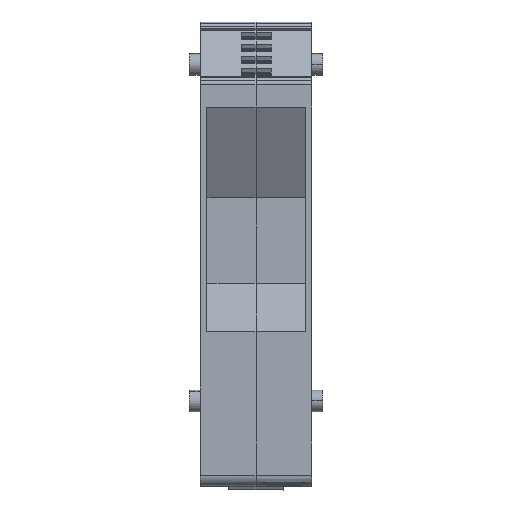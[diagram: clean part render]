
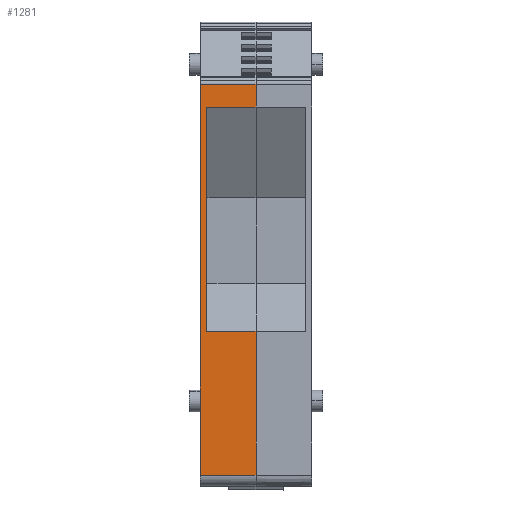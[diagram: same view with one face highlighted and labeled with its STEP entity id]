
A CAD part, front view. The second image highlights one B-rep face of the part: STEP entity #1281.
In plain terms, the highlighted planar face has unit normal (0, -1, 0).
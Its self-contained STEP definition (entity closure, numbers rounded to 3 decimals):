
#1229=AXIS2_PLACEMENT_3D('Plane Axis2P3D',#1226,#1227,#1228) ;
#589=CARTESIAN_POINT('Vertex',(2.,0.,2.711)) ;
#592=CARTESIAN_POINT('Line Origine',(2.,0.,38.504)) ;
#596=CARTESIAN_POINT('Vertex',(2.,0.,74.297)) ;
#1206=CARTESIAN_POINT('Line Origine',(11.59,0.,2.711)) ;
#1210=CARTESIAN_POINT('Vertex',(12.2,0.,2.711)) ;
#1226=CARTESIAN_POINT('Axis2P3D Location',(2.,0.,74.297)) ;
#1231=CARTESIAN_POINT('Line Origine',(7.1,0.,74.297)) ;
#1235=CARTESIAN_POINT('Vertex',(12.2,0.,74.297)) ;
#1238=CARTESIAN_POINT('Line Origine',(12.2,0.,15.886)) ;
#1242=CARTESIAN_POINT('Vertex',(12.2,0.,29.061)) ;
#1245=CARTESIAN_POINT('Line Origine',(7.7,0.,29.061)) ;
#1249=CARTESIAN_POINT('Vertex',(3.2,0.,29.061)) ;
#1252=CARTESIAN_POINT('Line Origine',(3.2,0.,49.6)) ;
#1256=CARTESIAN_POINT('Vertex',(3.2,0.,70.139)) ;
#1259=CARTESIAN_POINT('Line Origine',(7.7,0.,70.139)) ;
#1263=CARTESIAN_POINT('Vertex',(12.2,0.,70.139)) ;
#1266=CARTESIAN_POINT('Line Origine',(12.2,0.,72.218)) ;
#593=DIRECTION('Vector Direction',(0.,0.,-1.)) ;
#1207=DIRECTION('Vector Direction',(1.,0.,0.)) ;
#1227=DIRECTION('Axis2P3D Direction',(0.,-1.,0.)) ;
#1228=DIRECTION('Axis2P3D XDirection',(0.,0.,-1.)) ;
#1232=DIRECTION('Vector Direction',(1.,0.,0.)) ;
#1239=DIRECTION('Vector Direction',(0.,0.,-1.)) ;
#1246=DIRECTION('Vector Direction',(-1.,0.,0.)) ;
#1253=DIRECTION('Vector Direction',(0.,0.,1.)) ;
#1260=DIRECTION('Vector Direction',(-1.,0.,0.)) ;
#1267=DIRECTION('Vector Direction',(0.,0.,-1.)) ;
#594=VECTOR('Line Direction',#593,1.) ;
#1208=VECTOR('Line Direction',#1207,1.) ;
#1233=VECTOR('Line Direction',#1232,1.) ;
#1240=VECTOR('Line Direction',#1239,1.) ;
#1247=VECTOR('Line Direction',#1246,1.) ;
#1254=VECTOR('Line Direction',#1253,1.) ;
#1261=VECTOR('Line Direction',#1260,1.) ;
#1268=VECTOR('Line Direction',#1267,1.) ;
#1272=ORIENTED_EDGE('',*,*,#1237,.F.) ;
#1273=ORIENTED_EDGE('',*,*,#598,.F.) ;
#1274=ORIENTED_EDGE('',*,*,#1212,.F.) ;
#1275=ORIENTED_EDGE('',*,*,#1244,.F.) ;
#1276=ORIENTED_EDGE('',*,*,#1251,.T.) ;
#1277=ORIENTED_EDGE('',*,*,#1258,.T.) ;
#1278=ORIENTED_EDGE('',*,*,#1265,.F.) ;
#1279=ORIENTED_EDGE('',*,*,#1270,.F.) ;
#1281=ADVANCED_FACE('Hauptk\X2\00F6\X0\rper',(#1280),#1230,.T.) ;
#598=EDGE_CURVE('',#590,#597,#595,.F.) ;
#1212=EDGE_CURVE('',#1211,#590,#1209,.F.) ;
#1237=EDGE_CURVE('',#597,#1236,#1234,.T.) ;
#1244=EDGE_CURVE('',#1243,#1211,#1241,.T.) ;
#1251=EDGE_CURVE('',#1243,#1250,#1248,.T.) ;
#1258=EDGE_CURVE('',#1250,#1257,#1255,.T.) ;
#1265=EDGE_CURVE('',#1264,#1257,#1262,.T.) ;
#1270=EDGE_CURVE('',#1236,#1264,#1269,.T.) ;
#1271=EDGE_LOOP('',(#1272,#1273,#1274,#1275,#1276,#1277,#1278,#1279)) ;
#1280=FACE_OUTER_BOUND('',#1271,.T.) ;
#595=LINE('Line',#592,#594) ;
#1209=LINE('Line',#1206,#1208) ;
#1234=LINE('Line',#1231,#1233) ;
#1241=LINE('Line',#1238,#1240) ;
#1248=LINE('Line',#1245,#1247) ;
#1255=LINE('Line',#1252,#1254) ;
#1262=LINE('Line',#1259,#1261) ;
#1269=LINE('Line',#1266,#1268) ;
#1230=PLANE('',#1229) ;
#590=VERTEX_POINT('',#589) ;
#597=VERTEX_POINT('',#596) ;
#1211=VERTEX_POINT('',#1210) ;
#1236=VERTEX_POINT('',#1235) ;
#1243=VERTEX_POINT('',#1242) ;
#1250=VERTEX_POINT('',#1249) ;
#1257=VERTEX_POINT('',#1256) ;
#1264=VERTEX_POINT('',#1263) ;
